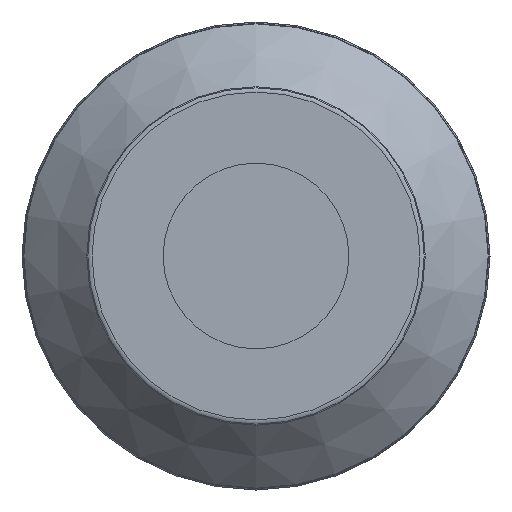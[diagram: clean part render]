
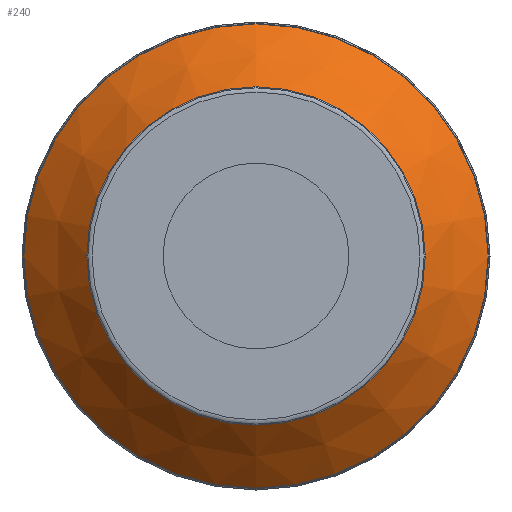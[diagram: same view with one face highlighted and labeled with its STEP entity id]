
A CAD part, left-side view. The second image highlights one B-rep face of the part: STEP entity #240.
In plain terms, the highlighted conical face has half-angle 45 degrees and reference radius 22.781 mm.
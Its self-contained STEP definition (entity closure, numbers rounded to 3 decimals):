
#52=CONICAL_SURFACE('',#765,22.781,45.);
#182=FACE_BOUND('',#348,.T.);
#183=FACE_BOUND('',#349,.T.);
#240=ADVANCED_FACE('',(#182,#183),#52,.T.);
#348=EDGE_LOOP('',(#498));
#349=EDGE_LOOP('',(#499));
#498=ORIENTED_EDGE('',*,*,#659,.T.);
#499=ORIENTED_EDGE('',*,*,#660,.F.);
#582=VERTEX_POINT('',#1618);
#583=VERTEX_POINT('',#1621);
#659=EDGE_CURVE('',#582,#582,#687,.T.);
#660=EDGE_CURVE('',#583,#583,#688,.T.);
#687=CIRCLE('',#762,31.244);
#688=CIRCLE('',#764,22.781);
#762=AXIS2_PLACEMENT_3D('',#1617,#922,#923);
#764=AXIS2_PLACEMENT_3D('',#1620,#926,#927);
#765=AXIS2_PLACEMENT_3D('',#1622,#928,#929);
#922=DIRECTION('',(-1.,0.,0.));
#923=DIRECTION('',(0.,0.,-1.));
#926=DIRECTION('',(-1.,0.,0.));
#927=DIRECTION('',(0.,0.,-1.));
#928=DIRECTION('',(1.,0.,0.));
#929=DIRECTION('',(0.,0.,-1.));
#1617=CARTESIAN_POINT('',(8.744,0.,0.));
#1618=CARTESIAN_POINT('',(8.744,0.,-31.244));
#1620=CARTESIAN_POINT('',(0.281,0.,0.));
#1621=CARTESIAN_POINT('',(0.281,0.,-22.781));
#1622=CARTESIAN_POINT('',(0.281,0.,0.));
